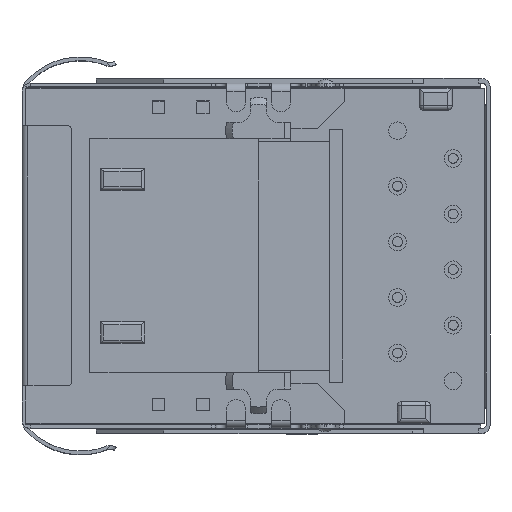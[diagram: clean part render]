
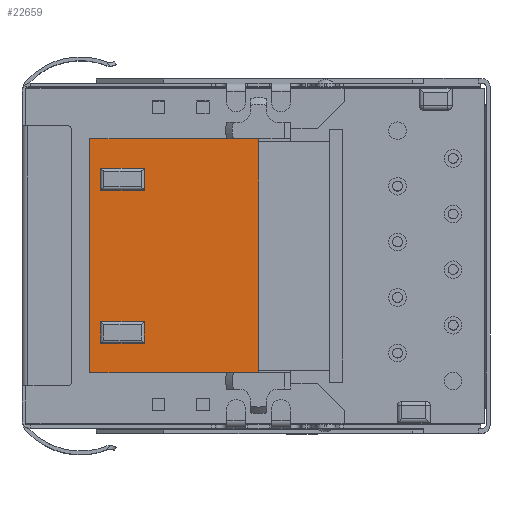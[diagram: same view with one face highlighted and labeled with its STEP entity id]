
A CAD part, top view. The second image highlights one B-rep face of the part: STEP entity #22659.
In plain terms, the highlighted planar face has unit normal (0, 0, 1).
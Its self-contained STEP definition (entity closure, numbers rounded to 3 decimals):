
#7468=DIRECTION('',(1.,0.,0.));
#7469=VECTOR('',#7468,1.452);
#7470=CARTESIAN_POINT('',(-1.452,5.34,13.75));
#7471=LINE('',#7470,#7469);
#7712=DIRECTION('',(-1.,0.,0.));
#7713=VECTOR('',#7712,6.248);
#7714=CARTESIAN_POINT('',(-1.452,-5.34,13.75));
#7715=LINE('',#7714,#7713);
#7720=DIRECTION('',(0.,1.,0.));
#7721=VECTOR('',#7720,10.68);
#7722=CARTESIAN_POINT('',(0.,-5.34,13.75));
#7723=LINE('',#7722,#7721);
#7724=DIRECTION('',(1.,0.,0.));
#7725=VECTOR('',#7724,1.452);
#7726=CARTESIAN_POINT('',(-1.452,-5.34,13.75));
#7727=LINE('',#7726,#7725);
#7732=DIRECTION('',(0.,1.,0.));
#7733=VECTOR('',#7732,1.);
#7734=CARTESIAN_POINT('',(-5.21,3.,13.75));
#7735=LINE('',#7734,#7733);
#7740=DIRECTION('',(-1.,0.,0.));
#7741=VECTOR('',#7740,2.);
#7742=CARTESIAN_POINT('',(-5.21,4.,13.75));
#7743=LINE('',#7742,#7741);
#7748=DIRECTION('',(0.,-1.,0.));
#7749=VECTOR('',#7748,1.);
#7750=CARTESIAN_POINT('',(-7.21,4.,13.75));
#7751=LINE('',#7750,#7749);
#7756=DIRECTION('',(1.,0.,0.));
#7757=VECTOR('',#7756,2.);
#7758=CARTESIAN_POINT('',(-7.21,3.,13.75));
#7759=LINE('',#7758,#7757);
#7832=DIRECTION('',(0.,-1.,0.));
#7833=VECTOR('',#7832,1.);
#7834=CARTESIAN_POINT('',(-7.21,-3.,13.75));
#7835=LINE('',#7834,#7833);
#7840=DIRECTION('',(1.,0.,0.));
#7841=VECTOR('',#7840,2.);
#7842=CARTESIAN_POINT('',(-7.21,-4.,13.75));
#7843=LINE('',#7842,#7841);
#7848=DIRECTION('',(0.,1.,0.));
#7849=VECTOR('',#7848,1.);
#7850=CARTESIAN_POINT('',(-5.21,-4.,13.75));
#7851=LINE('',#7850,#7849);
#7856=DIRECTION('',(-1.,0.,0.));
#7857=VECTOR('',#7856,2.);
#7858=CARTESIAN_POINT('',(-5.21,-3.,13.75));
#7859=LINE('',#7858,#7857);
#7928=DIRECTION('',(0.,1.,0.));
#7929=VECTOR('',#7928,10.68);
#7930=CARTESIAN_POINT('',(-7.7,-5.34,13.75));
#7931=LINE('',#7930,#7929);
#7940=DIRECTION('',(1.,0.,0.));
#7941=VECTOR('',#7940,6.248);
#7942=CARTESIAN_POINT('',(-7.7,5.34,13.75));
#7943=LINE('',#7942,#7941);
#10540=CARTESIAN_POINT('',(-5.21,3.,13.75));
#10541=CARTESIAN_POINT('',(-5.21,4.,13.75));
#10542=VERTEX_POINT('',#10540);
#10543=VERTEX_POINT('',#10541);
#10544=CARTESIAN_POINT('',(-7.21,3.,13.75));
#10545=VERTEX_POINT('',#10544);
#10546=CARTESIAN_POINT('',(-7.21,4.,13.75));
#10547=VERTEX_POINT('',#10546);
#10548=CARTESIAN_POINT('',(-7.21,-3.,13.75));
#10549=CARTESIAN_POINT('',(-7.21,-4.,13.75));
#10550=VERTEX_POINT('',#10548);
#10551=VERTEX_POINT('',#10549);
#10552=CARTESIAN_POINT('',(-5.21,-3.,13.75));
#10553=VERTEX_POINT('',#10552);
#10554=CARTESIAN_POINT('',(-5.21,-4.,13.75));
#10555=VERTEX_POINT('',#10554);
#10556=CARTESIAN_POINT('',(-7.7,-5.34,13.75));
#10557=CARTESIAN_POINT('',(-7.7,5.34,13.75));
#10558=VERTEX_POINT('',#10556);
#10559=VERTEX_POINT('',#10557);
#10560=CARTESIAN_POINT('',(-1.452,-5.34,13.75));
#10561=VERTEX_POINT('',#10560);
#10562=CARTESIAN_POINT('',(0.,-5.34,13.75));
#10563=VERTEX_POINT('',#10562);
#10564=CARTESIAN_POINT('',(0.,5.34,13.75));
#10565=VERTEX_POINT('',#10564);
#10566=CARTESIAN_POINT('',(-1.452,5.34,13.75));
#10567=VERTEX_POINT('',#10566);
#22624=CARTESIAN_POINT('',(5.83,7.65,13.75));
#22625=DIRECTION('',(0.,0.,-1.));
#22626=DIRECTION('',(0.,1.,0.));
#22627=AXIS2_PLACEMENT_3D('',#22624,#22625,#22626);
#22628=PLANE('',#22627);
#22630=ORIENTED_EDGE('',*,*,#22629,.T.);
#22632=ORIENTED_EDGE('',*,*,#22631,.T.);
#22633=ORIENTED_EDGE('',*,*,#22166,.T.);
#22634=ORIENTED_EDGE('',*,*,#22233,.F.);
#22635=ORIENTED_EDGE('',*,*,#22386,.F.);
#22636=ORIENTED_EDGE('',*,*,#22615,.T.);
#22637=EDGE_LOOP('',(#22630,#22632,#22633,#22634,#22635,#22636));
#22638=FACE_OUTER_BOUND('',#22637,.F.);
#22640=ORIENTED_EDGE('',*,*,#22639,.T.);
#22642=ORIENTED_EDGE('',*,*,#22641,.T.);
#22644=ORIENTED_EDGE('',*,*,#22643,.T.);
#22646=ORIENTED_EDGE('',*,*,#22645,.T.);
#22647=EDGE_LOOP('',(#22640,#22642,#22644,#22646));
#22648=FACE_BOUND('',#22647,.F.);
#22650=ORIENTED_EDGE('',*,*,#22649,.T.);
#22652=ORIENTED_EDGE('',*,*,#22651,.T.);
#22654=ORIENTED_EDGE('',*,*,#22653,.T.);
#22656=ORIENTED_EDGE('',*,*,#22655,.T.);
#22657=EDGE_LOOP('',(#22650,#22652,#22654,#22656));
#22658=FACE_BOUND('',#22657,.F.);
#22659=ADVANCED_FACE('',(#22638,#22648,#22658),#22628,.F.);
#22166=EDGE_CURVE('',#10567,#10565,#7471,.T.);
#22233=EDGE_CURVE('',#10563,#10565,#7723,.T.);
#22386=EDGE_CURVE('',#10561,#10563,#7727,.T.);
#22615=EDGE_CURVE('',#10561,#10558,#7715,.T.);
#22629=EDGE_CURVE('',#10558,#10559,#7931,.T.);
#22631=EDGE_CURVE('',#10559,#10567,#7943,.T.);
#22639=EDGE_CURVE('',#10550,#10551,#7835,.T.);
#22641=EDGE_CURVE('',#10551,#10555,#7843,.T.);
#22643=EDGE_CURVE('',#10555,#10553,#7851,.T.);
#22645=EDGE_CURVE('',#10553,#10550,#7859,.T.);
#22649=EDGE_CURVE('',#10542,#10543,#7735,.T.);
#22651=EDGE_CURVE('',#10543,#10547,#7743,.T.);
#22653=EDGE_CURVE('',#10547,#10545,#7751,.T.);
#22655=EDGE_CURVE('',#10545,#10542,#7759,.T.);
